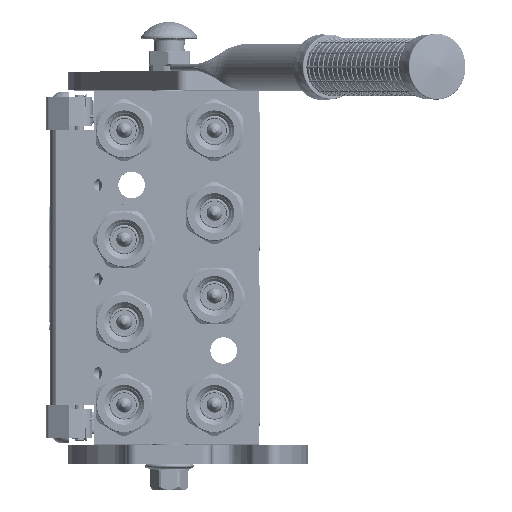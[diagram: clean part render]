
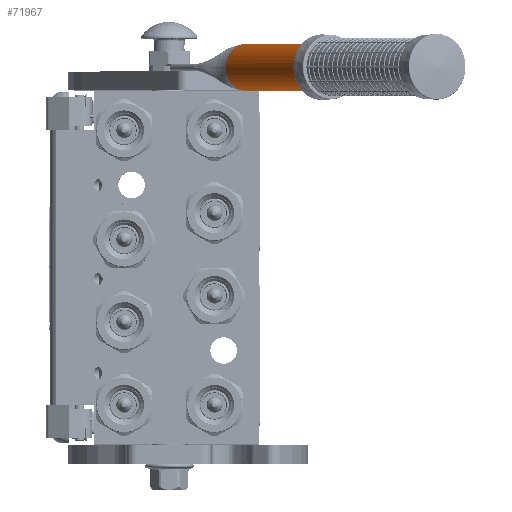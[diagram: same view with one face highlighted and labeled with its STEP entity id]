
A CAD part, top view. The second image highlights one B-rep face of the part: STEP entity #71967.
In plain terms, the highlighted cylindrical face has radius 12.5 mm (diameter 25 mm), a partial arc.
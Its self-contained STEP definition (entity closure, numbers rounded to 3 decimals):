
#5745 = VECTOR ( 'NONE', #177749, 1000. ) ;
#5880 = DIRECTION ( 'NONE',  ( 0.994, 0., -0.109 ) ) ;
#7892 = CIRCLE ( 'NONE', #89494, 12.5 ) ;
#9806 = ORIENTED_EDGE ( 'NONE', *, *, #82434, .T. ) ;
#16815 = AXIS2_PLACEMENT_3D ( 'NONE', #216946, #180048, #71577 ) ;
#17333 = CARTESIAN_POINT ( 'NONE',  ( 12.478, 0.167, -0.748 ) ) ;
#18885 = CARTESIAN_POINT ( 'NONE',  ( 12.441, 0.049, -1.219 ) ) ;
#21731 = ORIENTED_EDGE ( 'NONE', *, *, #131695, .T. ) ;
#22029 = CARTESIAN_POINT ( 'NONE',  ( -12.472, 0.146, -0.859 ) ) ;
#24349 = CARTESIAN_POINT ( 'NONE',  ( -12.499, 0.235, -0.221 ) ) ;
#24689 = CARTESIAN_POINT ( 'NONE',  ( 0., 0., -12.5 ) ) ;
#28094 = ORIENTED_EDGE ( 'NONE', *, *, #99403, .F. ) ;
#35403 = CARTESIAN_POINT ( 'NONE',  ( 12.479, 0.172, -0.721 ) ) ;
#40084 = CARTESIAN_POINT ( 'NONE',  ( -12.486, 0.195, -0.586 ) ) ;
#42906 = DIRECTION ( 'NONE',  ( 1., 0., 0. ) ) ;
#43176 = CARTESIAN_POINT ( 'NONE',  ( -12.494, 0.22, -0.394 ) ) ;
#44912 = EDGE_CURVE ( 'NONE', #167843, #151592, #56701, .T. ) ;
#51096 = DIRECTION ( 'NONE',  ( 1., 0., 0. ) ) ;
#56701 = CIRCLE ( 'NONE', #226245, 12.5 ) ;
#58073 = CARTESIAN_POINT ( 'NONE',  ( -12.456, 0.096, -1.087 ) ) ;
#66449 = CYLINDRICAL_SURFACE ( 'NONE', #197887, 12.5 ) ;
#70594 = CARTESIAN_POINT ( 'NONE',  ( 0., 0., 0. ) ) ;
#70628 = CARTESIAN_POINT ( 'NONE',  ( 12.426, 0., -1.36 ) ) ;
#71577 = DIRECTION ( 'NONE',  ( 0.994, 0., -0.109 ) ) ;
#71967 = ADVANCED_FACE ( 'NONE', ( #195960 ), #66449, .T. ) ;
#72968 = CARTESIAN_POINT ( 'NONE',  ( 12.461, 0.114, -0.981 ) ) ;
#76111 = CARTESIAN_POINT ( 'NONE',  ( -12.426, 0., -1.36 ) ) ;
#82434 = EDGE_CURVE ( 'NONE', #120785, #138000, #142057, .T. ) ;
#85857 = CARTESIAN_POINT ( 'NONE',  ( -12.5, 0.24, 0. ) ) ;
#88757 = CARTESIAN_POINT ( 'NONE',  ( 12.466, 0.127, -0.927 ) ) ;
#89494 = AXIS2_PLACEMENT_3D ( 'NONE', #221029, #151774, #5880 ) ;
#98122 = CARTESIAN_POINT ( 'NONE',  ( -12.5, 0.24, 0. ) ) ;
#99403 = EDGE_CURVE ( 'NONE', #207271, #167843, #162476, .T. ) ;
#109113 = CARTESIAN_POINT ( 'NONE',  ( 12.471, 0.146, -0.847 ) ) ;
#113536 = CARTESIAN_POINT ( 'NONE',  ( 12.5, 198., 0. ) ) ;
#113805 = CARTESIAN_POINT ( 'NONE',  ( -12.5, 0.24, -0.108 ) ) ;
#114590 = CARTESIAN_POINT ( 'NONE',  ( -12.488, 0.202, -0.541 ) ) ;
#114621 = VECTOR ( 'NONE', #137425, 1000. ) ;
#116631 = CARTESIAN_POINT ( 'NONE',  ( 0., 198., 0. ) ) ;
#120785 = VERTEX_POINT ( 'NONE', #199867 ) ;
#123865 = EDGE_CURVE ( 'NONE', #138000, #138004, #7892, .T. ) ;
#124739 = ORIENTED_EDGE ( 'NONE', *, *, #182380, .F. ) ;
#124868 = CARTESIAN_POINT ( 'NONE',  ( 12.467, 0.131, -0.91 ) ) ;
#125640 = CARTESIAN_POINT ( 'NONE',  ( 12.466, 0.13, -0.917 ) ) ;
#126543 = EDGE_CURVE ( 'NONE', #120785, #207271, #146078, .T. ) ;
#131695 = EDGE_CURVE ( 'NONE', #183167, #151592, #182820, .T. ) ;
#132680 = CARTESIAN_POINT ( 'NONE',  ( -12.481, 0.178, -0.688 ) ) ;
#137425 = DIRECTION ( 'NONE',  ( 0., 1., 0. ) ) ;
#138000 = VERTEX_POINT ( 'NONE', #24689 ) ;
#138004 = VERTEX_POINT ( 'NONE', #186471 ) ;
#142057 = CIRCLE ( 'NONE', #16815, 12.5 ) ;
#144496 = CARTESIAN_POINT ( 'NONE',  ( 12.452, 0.083, -1.1 ) ) ;
#146078 = B_SPLINE_CURVE_WITH_KNOTS ( 'NONE', 3,
 ( #70628, #18885, #144496, #72968, #196459, #88757, #125640, #124868, #214460, #109113, #161835, #17333, #35403, #161041, #179128, #183776 ),
 .UNSPECIFIED., .F., .F.,
 ( 4, 2, 1, 2, 2, 1, 2, 2, 4 ),
 ( 0., 0.25, 0.313, 0.328, 0.344, 0.375, 0.438, 0.5, 1. ),
 .UNSPECIFIED. ) ;
#148506 = ORIENTED_EDGE ( 'NONE', *, *, #123865, .T. ) ;
#151592 = VERTEX_POINT ( 'NONE', #161640 ) ;
#151774 = DIRECTION ( 'NONE',  ( 0., 1., 0. ) ) ;
#153779 = CARTESIAN_POINT ( 'NONE',  ( 12.5, 0.24, 0. ) ) ;
#161041 = CARTESIAN_POINT ( 'NONE',  ( 12.494, 0.221, -0.449 ) ) ;
#161640 = CARTESIAN_POINT ( 'NONE',  ( -12.5, 198., 0. ) ) ;
#161835 = CARTESIAN_POINT ( 'NONE',  ( 12.474, 0.155, -0.804 ) ) ;
#162476 = LINE ( 'NONE', #209730, #114621 ) ;
#165774 = CARTESIAN_POINT ( 'NONE',  ( -12.484, 0.186, -0.638 ) ) ;
#167824 = DIRECTION ( 'NONE',  ( 0., 1., 0. ) ) ;
#167843 = VERTEX_POINT ( 'NONE', #113536 ) ;
#168082 = CARTESIAN_POINT ( 'NONE',  ( -12.492, 0.214, -0.452 ) ) ;
#177749 = DIRECTION ( 'NONE',  ( 0., 1., 0. ) ) ;
#179128 = CARTESIAN_POINT ( 'NONE',  ( 12.5, 0.24, -0.216 ) ) ;
#180048 = DIRECTION ( 'NONE',  ( 0., 1., 0. ) ) ;
#182380 = EDGE_CURVE ( 'NONE', #183167, #138004, #213361, .T. ) ;
#182820 = LINE ( 'NONE', #85857, #5745 ) ;
#183167 = VERTEX_POINT ( 'NONE', #98122 ) ;
#183776 = CARTESIAN_POINT ( 'NONE',  ( 12.5, 0.24, 0. ) ) ;
#186471 = CARTESIAN_POINT ( 'NONE',  ( -12.426, 0., -1.36 ) ) ;
#187834 = EDGE_LOOP ( 'NONE', ( #9806, #148506, #124739, #21731, #191327, #28094, #187919 ) ) ;
#187919 = ORIENTED_EDGE ( 'NONE', *, *, #126543, .F. ) ;
#191327 = ORIENTED_EDGE ( 'NONE', *, *, #44912, .F. ) ;
#195960 = FACE_OUTER_BOUND ( 'NONE', #187834, .T. ) ;
#196429 = DIRECTION ( 'NONE',  ( 0., -1., 0. ) ) ;
#196459 = CARTESIAN_POINT ( 'NONE',  ( 12.464, 0.121, -0.953 ) ) ;
#197887 = AXIS2_PLACEMENT_3D ( 'NONE', #70594, #196429, #51096 ) ;
#199867 = CARTESIAN_POINT ( 'NONE',  ( 12.426, 0., -1.36 ) ) ;
#201899 = CARTESIAN_POINT ( 'NONE',  ( -12.481, 0.178, -0.683 ) ) ;
#204225 = CARTESIAN_POINT ( 'NONE',  ( -12.482, 0.182, -0.665 ) ) ;
#207271 = VERTEX_POINT ( 'NONE', #153779 ) ;
#209730 = CARTESIAN_POINT ( 'NONE',  ( 12.5, 0.24, 0. ) ) ;
#213361 = B_SPLINE_CURVE_WITH_KNOTS ( 'NONE', 3,
 ( #221510, #113805, #24349, #43176, #168082, #114590, #40084, #165774, #204225, #222297, #201899, #132680, #22029, #58073, #76111 ),
 .UNSPECIFIED., .F., .F.,
 ( 4, 2, 2, 1, 1, 1, 2, 2, 4 ),
 ( 0., 0.25, 0.375, 0.438, 0.469, 0.484, 0.492, 0.5, 1. ),
 .UNSPECIFIED. ) ;
#214460 = CARTESIAN_POINT ( 'NONE',  ( 12.468, 0.136, -0.889 ) ) ;
#216946 = CARTESIAN_POINT ( 'NONE',  ( 0., 0., 0. ) ) ;
#221029 = CARTESIAN_POINT ( 'NONE',  ( 0., 0., 0. ) ) ;
#221510 = CARTESIAN_POINT ( 'NONE',  ( -12.5, 0.24, 0. ) ) ;
#222297 = CARTESIAN_POINT ( 'NONE',  ( -12.482, 0.18, -0.676 ) ) ;
#226245 = AXIS2_PLACEMENT_3D ( 'NONE', #116631, #167824, #42906 ) ;
